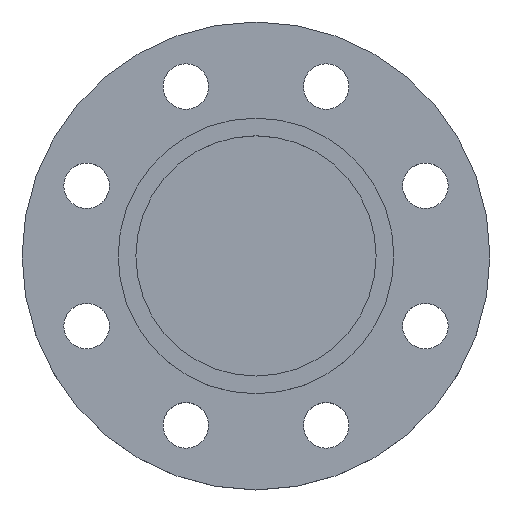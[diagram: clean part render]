
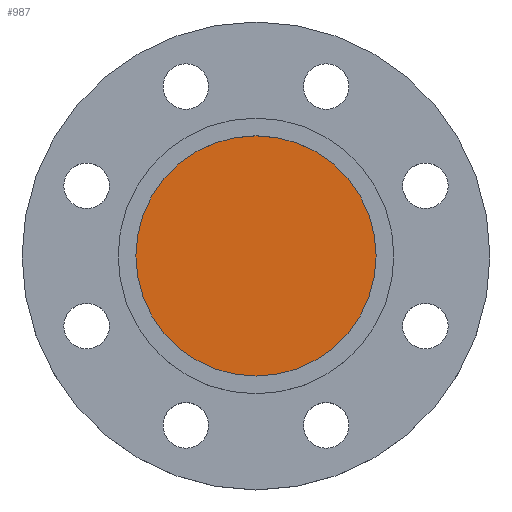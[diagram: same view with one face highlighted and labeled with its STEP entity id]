
A CAD part, top view. The second image highlights one B-rep face of the part: STEP entity #987.
In plain terms, the highlighted planar face has unit normal (0, 0, 1).
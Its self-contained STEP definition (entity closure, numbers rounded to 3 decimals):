
#14 = AXIS2_PLACEMENT_3D ( 'NONE', #114, #113, #112 ) ;
#56 = DIRECTION ( 'NONE',  ( 1., 0., 0. ) ) ;
#57 = DIRECTION ( 'NONE',  ( 0., 0., 1. ) ) ;
#58 = CARTESIAN_POINT ( 'NONE',  ( 47.5, 0., -4.5 ) ) ;
#59 = PLANE ( 'NONE',  #643 ) ;
#60 = FACE_OUTER_BOUND ( 'NONE', #939, .T. ) ;
#88 = AXIS2_PLACEMENT_3D ( 'NONE', #203, #202, #200 ) ;
#112 = DIRECTION ( 'NONE',  ( -1., 0., 0. ) ) ;
#113 = DIRECTION ( 'NONE',  ( 0., 0., -1. ) ) ;
#114 = CARTESIAN_POINT ( 'NONE',  ( 0., 0., -4.5 ) ) ;
#115 = CARTESIAN_POINT ( 'NONE',  ( 47.5, 0., -4.5 ) ) ;
#198 = CARTESIAN_POINT ( 'NONE',  ( -47.5, 0., -4.5 ) ) ;
#200 = DIRECTION ( 'NONE',  ( -1., 0., 0. ) ) ;
#202 = DIRECTION ( 'NONE',  ( 0., 0., -1. ) ) ;
#203 = CARTESIAN_POINT ( 'NONE',  ( 0., 0., -4.5 ) ) ;
#337 = CIRCLE ( 'NONE', #88, 47.5 ) ;
#643 = AXIS2_PLACEMENT_3D ( 'NONE', #58, #57, #56 ) ;
#743 = EDGE_CURVE ( 'NONE', #874, #748, #337, .T. ) ;
#748 = VERTEX_POINT ( 'NONE', #198 ) ;
#844 = CIRCLE ( 'NONE', #14, 47.5 ) ;
#874 = VERTEX_POINT ( 'NONE', #115 ) ;
#879 = EDGE_CURVE ( 'NONE', #748, #874, #844, .T. ) ;
#939 = EDGE_LOOP ( 'NONE', ( #940, #942 ) ) ;
#940 = ORIENTED_EDGE ( 'NONE', *, *, #879, .F. ) ;
#942 = ORIENTED_EDGE ( 'NONE', *, *, #743, .F. ) ;
#987 = ADVANCED_FACE ( 'NONE', ( #60 ), #59, .T. ) ;
